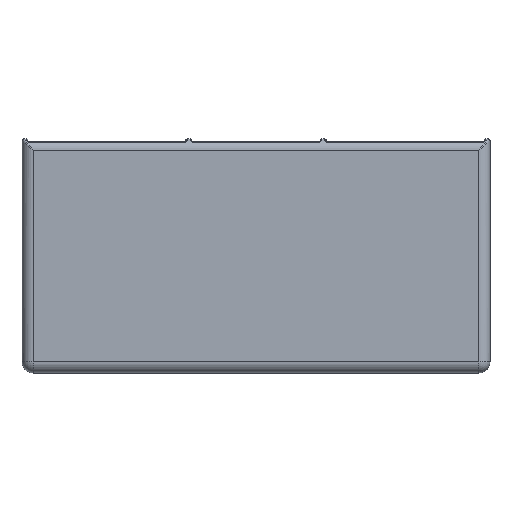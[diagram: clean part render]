
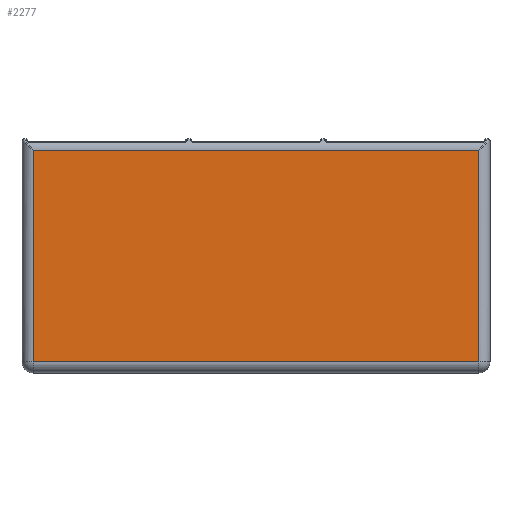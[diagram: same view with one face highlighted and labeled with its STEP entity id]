
A CAD part, top view. The second image highlights one B-rep face of the part: STEP entity #2277.
In plain terms, the highlighted planar face has unit normal (0, 0, 1).
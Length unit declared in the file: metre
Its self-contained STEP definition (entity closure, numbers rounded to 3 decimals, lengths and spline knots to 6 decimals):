
#350=ORIENTED_EDGE('',*,*,#1058,.T.);
#351=ORIENTED_EDGE('',*,*,#1059,.T.);
#352=ORIENTED_EDGE('',*,*,#1060,.T.);
#353=ORIENTED_EDGE('',*,*,#1061,.T.);
#1058=EDGE_CURVE('',#1412,#1413,#1612,.T.);
#1059=EDGE_CURVE('',#1413,#1414,#1613,.F.);
#1060=EDGE_CURVE('',#1414,#1415,#1614,.F.);
#1061=EDGE_CURVE('',#1415,#1412,#1615,.T.);
#1412=VERTEX_POINT('',#3549);
#1413=VERTEX_POINT('',#3550);
#1414=VERTEX_POINT('',#3552);
#1415=VERTEX_POINT('',#3554);
#1612=LINE('',#3548,#1782);
#1613=LINE('',#3551,#1783);
#1614=LINE('',#3553,#1784);
#1615=LINE('',#3555,#1785);
#1782=VECTOR('',#2785,1.);
#1783=VECTOR('',#2786,1.);
#1784=VECTOR('',#2787,1.);
#1785=VECTOR('',#2788,1.);
#1919=EDGE_LOOP('',(#350,#351,#352,#353));
#2075=FACE_BOUND('',#1919,.T.);
#2231=PLANE('',#2446);
#2277=ADVANCED_FACE('',(#2075),#2231,.T.);
#2446=AXIS2_PLACEMENT_3D('',#3547,#2783,#2784);
#2783=DIRECTION('',(0.,0.,1.));
#2784=DIRECTION('',(1.,0.,0.));
#2785=DIRECTION('',(0.,-1.,0.));
#2786=DIRECTION('',(-1.,0.,0.));
#2787=DIRECTION('',(0.,-1.,0.));
#2788=DIRECTION('',(-1.,0.,0.));
#3547=CARTESIAN_POINT('',(0.,0.,0.035));
#3548=CARTESIAN_POINT('',(-0.076137,-0.04,0.035));
#3549=CARTESIAN_POINT('',(-0.076137,0.036137,0.035));
#3550=CARTESIAN_POINT('',(-0.076137,-0.036137,0.035));
#3551=CARTESIAN_POINT('',(0.,-0.036137,0.035));
#3552=CARTESIAN_POINT('',(0.076137,-0.036137,0.035));
#3553=CARTESIAN_POINT('',(0.076137,0.,0.035));
#3554=CARTESIAN_POINT('',(0.076137,0.036137,0.035));
#3555=CARTESIAN_POINT('',(-0.08,0.036137,0.035));
